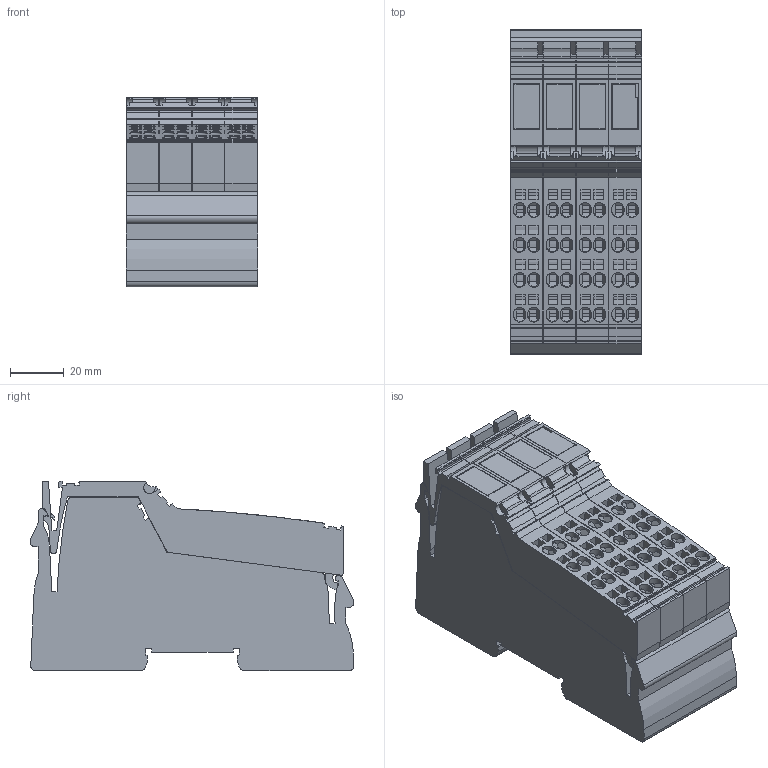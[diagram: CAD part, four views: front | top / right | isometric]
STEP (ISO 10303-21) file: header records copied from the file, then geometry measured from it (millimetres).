
FILE_DESCRIPTION(('Creo Elements/Direct Modeling STEP Export'),'2;1');
FILE_NAME('model.stp','2019-08-26T18:12:18',(''),(''),'Creo Elements/Direct Modeling STEP processor for AP214 (Solid Model)','Creo Elements/Direct Modeling 20.1A 29-Sep-2018 (C) Parametric Technology GmbH','');
FILE_SCHEMA(('AUTOMOTIVE_DESIGN { 1 0 10303 214 1 1 1 1 }'));
Length unit declared in the file: millimetre
Products named in the file (7): L_L_8_GEH_GN_6021-select; L_L_ST_GY_7042-select; L_L_ST_GN_6021-select; L_L_LWL_OG_HKS_7K_AUSSEN-select; L_L_LWL_OG_HKS_7K-select; L_L_LWL_GY_HKS_91K-select; IB_IL_PM_3P_N_EF_PAC-select
Assembly tree (9 placements, depth 2):
  IB_IL_PM_3P_N_EF_PAC-select
    L_L_LWL_GY_HKS_91K-select  x2
    L_L_LWL_OG_HKS_7K-select
    L_L_LWL_OG_HKS_7K_AUSSEN-select
    L_L_ST_GN_6021-select  x2
    L_L_ST_GY_7042-select  x2
    L_L_8_GEH_GN_6021-select
Bounding box: 48.6 x 120.1 x 70.43 mm (x, y, z)
Volume: 318857.9 mm3; surface area: 84249 mm2
Topology: 9 solids, 9 shells, 2113 faces, 5553 edges, 3670 vertices
Faces by surface type: plane 1820, cylinder 181, cone 112
Entity records: 58089 total; most frequent: CARTESIAN_POINT 13577, ORIENTED_EDGE 7146, DIRECTION 6397, EDGE_CURVE 3573, VECTOR 3161, LINE 3161, VERTEX_POINT 2366, AXIS2_PLACEMENT_3D 1618
